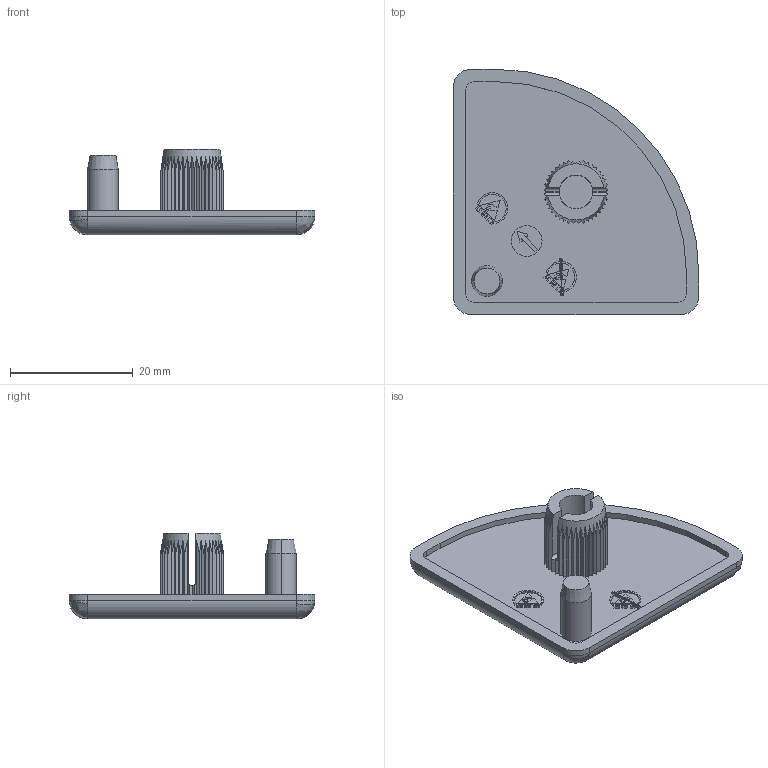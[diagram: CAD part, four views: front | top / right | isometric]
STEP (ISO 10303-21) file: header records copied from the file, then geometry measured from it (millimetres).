
FILE_DESCRIPTION (( 'STEP AP214' ), '1' );
FILE_NAME ('091345s01.STEP', '2014-08-28T13:53:39', ( '' ), ( '' ), 'SwSTEP 2.0', 'SolidWorks 2014', '' );
FILE_SCHEMA (( 'AUTOMOTIVE_DESIGN' ));
Length unit declared in the file: millimetre
Products named in the file (1): 091345s01
Bounding box: 40 x 40 x 14 mm (x, y, z)
Volume: 4809 mm3; surface area: 4083.4 mm2
Topology: 1 solids, 1 shells, 393 faces, 1112 edges, 736 vertices
Faces by surface type: plane 310, cylinder 69, bspline 10, cone 4
Entity records: 17112 total; most frequent: CARTESIAN_POINT 2681, ORIENTED_EDGE 2220, DIRECTION 1914, EDGE_CURVE 1110, LINE 864, VECTOR 864, VERTEX_POINT 736, AXIS2_PLACEMENT_3D 525
